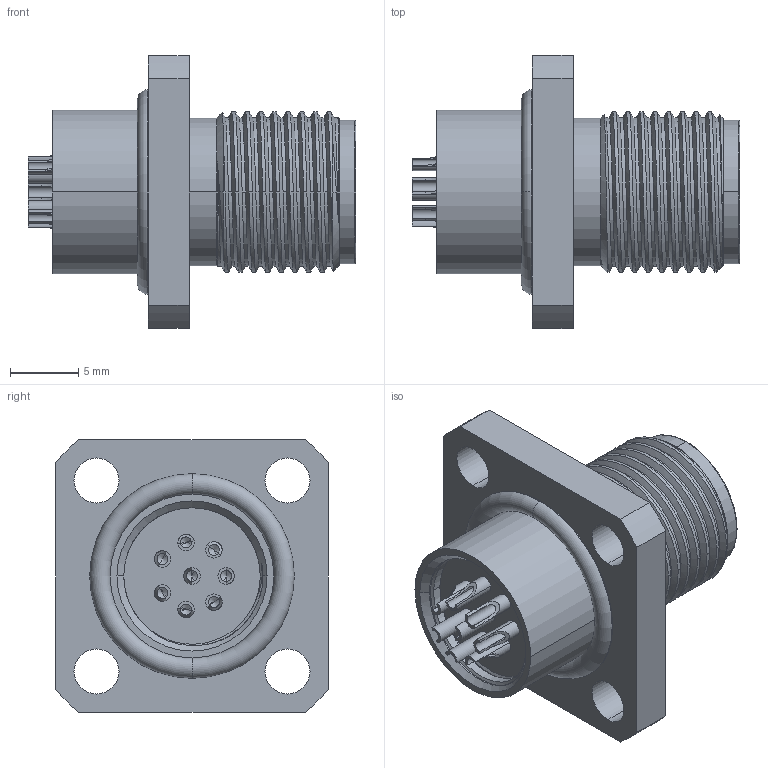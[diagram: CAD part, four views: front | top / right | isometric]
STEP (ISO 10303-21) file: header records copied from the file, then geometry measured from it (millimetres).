
FILE_DESCRIPTION (( 'STEP AP214' ), '1' );
FILE_NAME ('55-00247.STEP', '2024-04-10T00:56:18', ( '' ), ( '' ), 'SwSTEP 2.0', 'SolidWorks 2021', '' );
FILE_SCHEMA (( 'AUTOMOTIVE_DESIGN' ));
Length unit declared in the file: millimetre
Products named in the file (5): 55-00247-01___; 55-00247-04___; 55-00247-02___; 55-00247-03___; 55-00247
Assembly tree (11 placements, depth 2):
  55-00247
    55-00247-01___
    55-00247-02___
    55-00247-03___  x8
    55-00247-04___
Bounding box: 24 x 20 x 20 mm (x, y, z)
Volume: 2468.8 mm3; surface area: 4757 mm2
Topology: 11 solids, 11 shells, 451 faces, 1027 edges, 630 vertices
Faces by surface type: cylinder 227, plane 86, cone 61, torus 55, sphere 16, bspline 6
Entity records: 9089 total; most frequent: CARTESIAN_POINT 3942, DIRECTION 1053, ORIENTED_EDGE 1042, EDGE_CURVE 521, AXIS2_PLACEMENT_3D 436, VERTEX_POINT 336, EDGE_LOOP 261, CIRCLE 215
